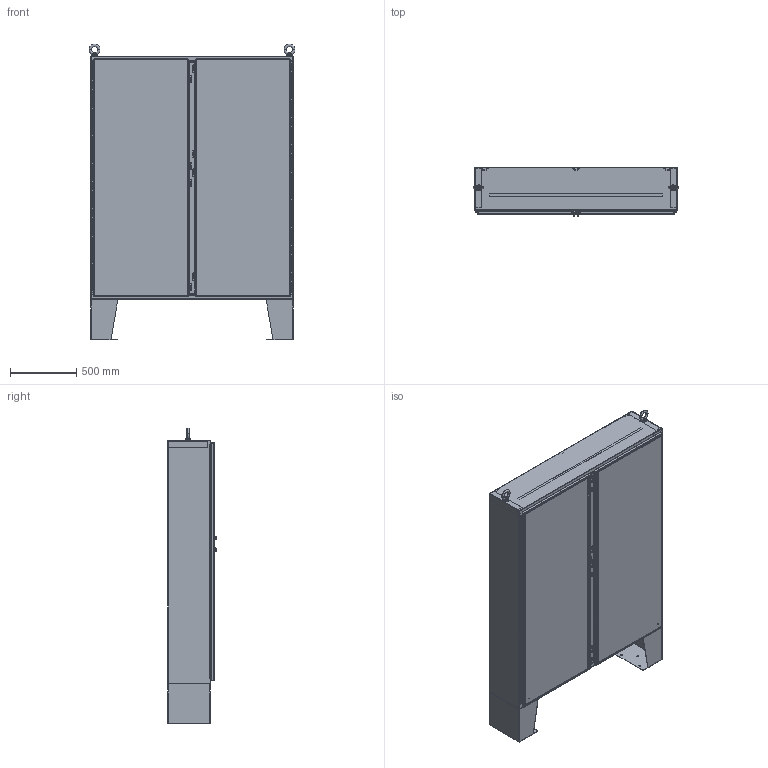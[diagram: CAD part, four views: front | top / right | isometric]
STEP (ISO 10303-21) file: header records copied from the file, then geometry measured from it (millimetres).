
FILE_DESCRIPTION (( 'STEP AP203' ), '1' );
FILE_NAME ('1422N4E12F_Default.step', '2019-11-04T21:00:00', ( '' ), ( '' ), 'SwSTEP 2.0', 'SolidWorks 2019', '' );
FILE_SCHEMA (( 'CONFIG_CONTROL_DESIGN' ));
Length unit declared in the file: inch
Products named in the file (1): 1422N4E12F_Default
Bounding box: 1552.48 x 367.49 x 2229.56 mm (x, y, z)
Volume: 34453452.8 mm3; surface area: 25604465.4 mm2
Topology: 109 solids, 111 shells, 3636 faces, 9572 edges, 6206 vertices
Faces by surface type: plane 1846, cylinder 1578, bspline 152, cone 44, torus 16
Entity records: 123747 total; most frequent: CARTESIAN_POINT 31933, DIRECTION 19432, ORIENTED_EDGE 19112, EDGE_CURVE 9556, AXIS2_PLACEMENT_3D 6759, VERTEX_POINT 6206, LINE 5914, VECTOR 5914
